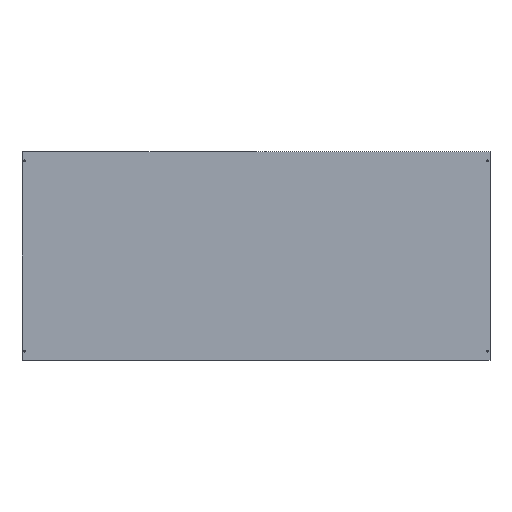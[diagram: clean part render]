
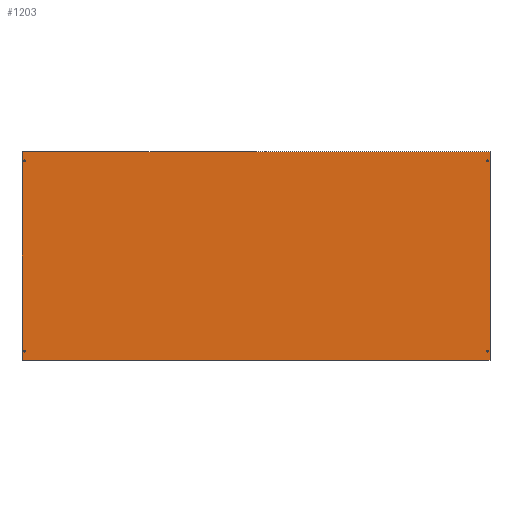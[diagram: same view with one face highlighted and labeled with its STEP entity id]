
A CAD part, left-side view. The second image highlights one B-rep face of the part: STEP entity #1203.
In plain terms, the highlighted planar face has unit normal (-1, 0, 0).
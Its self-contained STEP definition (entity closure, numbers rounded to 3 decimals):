
#13 = VERTEX_POINT ( 'NONE', #1303 ) ;
#33 = CARTESIAN_POINT ( 'NONE',  ( 0., 891., -767.5 ) ) ;
#37 = VERTEX_POINT ( 'NONE', #1422 ) ;
#46 = EDGE_LOOP ( 'NONE', ( #631, #564, #1147, #811 ) ) ;
#89 = LINE ( 'NONE', #913, #1436 ) ;
#102 = AXIS2_PLACEMENT_3D ( 'NONE', #1024, #261, #469 ) ;
#112 = VERTEX_POINT ( 'NONE', #592 ) ;
#113 = DIRECTION ( 'NONE',  ( 1., 0., 0. ) ) ;
#119 = FACE_BOUND ( 'NONE', #739, .T. ) ;
#133 = DIRECTION ( 'NONE',  ( 0., 0., 1. ) ) ;
#143 = CARTESIAN_POINT ( 'NONE',  ( 0., 891., -767.5 ) ) ;
#148 = DIRECTION ( 'NONE',  ( 0., 0., 1. ) ) ;
#171 = DIRECTION ( 'NONE',  ( 1., 0., 0. ) ) ;
#173 = FACE_BOUND ( 'NONE', #524, .T. ) ;
#180 = VERTEX_POINT ( 'NONE', #322 ) ;
#181 = ORIENTED_EDGE ( 'NONE', *, *, #1318, .T. ) ;
#182 = AXIS2_PLACEMENT_3D ( 'NONE', #850, #113, #605 ) ;
#184 = DIRECTION ( 'NONE',  ( 0., -1., 0. ) ) ;
#220 = CIRCLE ( 'NONE', #1349, 3.25 ) ;
#225 = CARTESIAN_POINT ( 'NONE',  ( 0., -891., -35. ) ) ;
#226 = ORIENTED_EDGE ( 'NONE', *, *, #299, .T. ) ;
#241 = VERTEX_POINT ( 'NONE', #374 ) ;
#248 = DIRECTION ( 'NONE',  ( 0., 0., 1. ) ) ;
#251 = CIRCLE ( 'NONE', #102, 3.25 ) ;
#257 = DIRECTION ( 'NONE',  ( 1., 0., 0. ) ) ;
#261 = DIRECTION ( 'NONE',  ( 1., 0., 0. ) ) ;
#262 = VERTEX_POINT ( 'NONE', #1112 ) ;
#264 = EDGE_CURVE ( 'NONE', #507, #112, #353, .T. ) ;
#299 = EDGE_CURVE ( 'NONE', #262, #37, #251, .T. ) ;
#322 = CARTESIAN_POINT ( 'NONE',  ( 0., -900., -802.5 ) ) ;
#334 = DIRECTION ( 'NONE',  ( 0., 0., 1. ) ) ;
#338 = CIRCLE ( 'NONE', #1414, 3.25 ) ;
#353 = LINE ( 'NONE', #1202, #1118 ) ;
#374 = CARTESIAN_POINT ( 'NONE',  ( 0., 891., -38.25 ) ) ;
#413 = EDGE_CURVE ( 'NONE', #13, #1108, #588, .T. ) ;
#416 = EDGE_LOOP ( 'NONE', ( #871, #632 ) ) ;
#454 = FACE_BOUND ( 'NONE', #416, .T. ) ;
#469 = DIRECTION ( 'NONE',  ( 0., 0., 1. ) ) ;
#470 = CIRCLE ( 'NONE', #477, 3.25 ) ;
#477 = AXIS2_PLACEMENT_3D ( 'NONE', #493, #171, #1265 ) ;
#492 = EDGE_CURVE ( 'NONE', #1108, #13, #1004, .T. ) ;
#493 = CARTESIAN_POINT ( 'NONE',  ( 0., 891., -35. ) ) ;
#507 = VERTEX_POINT ( 'NONE', #1377 ) ;
#514 = ORIENTED_EDGE ( 'NONE', *, *, #1221, .T. ) ;
#524 = EDGE_LOOP ( 'NONE', ( #514, #181 ) ) ;
#556 = EDGE_CURVE ( 'NONE', #1329, #241, #470, .T. ) ;
#557 = DIRECTION ( 'NONE',  ( -1., 0., 0. ) ) ;
#564 = ORIENTED_EDGE ( 'NONE', *, *, #264, .F. ) ;
#577 = ORIENTED_EDGE ( 'NONE', *, *, #1169, .T. ) ;
#588 = CIRCLE ( 'NONE', #1013, 3.25 ) ;
#590 = EDGE_CURVE ( 'NONE', #703, #180, #89, .T. ) ;
#592 = CARTESIAN_POINT ( 'NONE',  ( 0., -900., 0. ) ) ;
#605 = DIRECTION ( 'NONE',  ( 0., 0., 1. ) ) ;
#626 = CIRCLE ( 'NONE', #1376, 3.25 ) ;
#631 = ORIENTED_EDGE ( 'NONE', *, *, #750, .F. ) ;
#632 = ORIENTED_EDGE ( 'NONE', *, *, #413, .T. ) ;
#637 = CARTESIAN_POINT ( 'NONE',  ( 0., -891., -767.5 ) ) ;
#703 = VERTEX_POINT ( 'NONE', #907 ) ;
#706 = DIRECTION ( 'NONE',  ( 0., 0., -1. ) ) ;
#720 = CARTESIAN_POINT ( 'NONE',  ( 0., 900., -802.5 ) ) ;
#739 = EDGE_LOOP ( 'NONE', ( #226, #577 ) ) ;
#750 = EDGE_CURVE ( 'NONE', #112, #180, #1227, .T. ) ;
#757 = ORIENTED_EDGE ( 'NONE', *, *, #888, .T. ) ;
#770 = VECTOR ( 'NONE', #706, 1000. ) ;
#790 = DIRECTION ( 'NONE',  ( 1., 0., 0. ) ) ;
#799 = CARTESIAN_POINT ( 'NONE',  ( 0., 891., -31.75 ) ) ;
#811 = ORIENTED_EDGE ( 'NONE', *, *, #590, .T. ) ;
#813 = VERTEX_POINT ( 'NONE', #1273 ) ;
#828 = DIRECTION ( 'NONE',  ( 0., 0., 1. ) ) ;
#850 = CARTESIAN_POINT ( 'NONE',  ( 0., 891., -35. ) ) ;
#867 = DIRECTION ( 'NONE',  ( 0., 0., -1. ) ) ;
#871 = ORIENTED_EDGE ( 'NONE', *, *, #492, .T. ) ;
#888 = EDGE_CURVE ( 'NONE', #241, #1329, #1210, .T. ) ;
#898 = AXIS2_PLACEMENT_3D ( 'NONE', #637, #1166, #828 ) ;
#907 = CARTESIAN_POINT ( 'NONE',  ( 0., 900., -802.5 ) ) ;
#909 = DIRECTION ( 'NONE',  ( 1., 0., 0. ) ) ;
#913 = CARTESIAN_POINT ( 'NONE',  ( 0., 900., -802.5 ) ) ;
#924 = LINE ( 'NONE', #720, #1246 ) ;
#936 = EDGE_CURVE ( 'NONE', #507, #703, #924, .T. ) ;
#939 = FACE_BOUND ( 'NONE', #1400, .T. ) ;
#977 = CARTESIAN_POINT ( 'NONE',  ( 0., -891., -770.75 ) ) ;
#986 = DIRECTION ( 'NONE',  ( 1., 0., 0. ) ) ;
#994 = CARTESIAN_POINT ( 'NONE',  ( 0., 900., -802.5 ) ) ;
#1004 = CIRCLE ( 'NONE', #898, 3.25 ) ;
#1013 = AXIS2_PLACEMENT_3D ( 'NONE', #1015, #257, #148 ) ;
#1015 = CARTESIAN_POINT ( 'NONE',  ( 0., -891., -767.5 ) ) ;
#1024 = CARTESIAN_POINT ( 'NONE',  ( 0., -891., -35. ) ) ;
#1103 = ORIENTED_EDGE ( 'NONE', *, *, #556, .T. ) ;
#1108 = VERTEX_POINT ( 'NONE', #977 ) ;
#1112 = CARTESIAN_POINT ( 'NONE',  ( 0., -891., -38.25 ) ) ;
#1118 = VECTOR ( 'NONE', #1125, 1000. ) ;
#1125 = DIRECTION ( 'NONE',  ( 0., -1., 0. ) ) ;
#1147 = ORIENTED_EDGE ( 'NONE', *, *, #936, .T. ) ;
#1158 = VERTEX_POINT ( 'NONE', #1207 ) ;
#1166 = DIRECTION ( 'NONE',  ( 1., 0., 0. ) ) ;
#1169 = EDGE_CURVE ( 'NONE', #37, #262, #338, .T. ) ;
#1175 = FACE_OUTER_BOUND ( 'NONE', #46, .T. ) ;
#1202 = CARTESIAN_POINT ( 'NONE',  ( 0., 900., 0. ) ) ;
#1203 = ADVANCED_FACE ( 'NONE', ( #119, #454, #939, #173, #1175 ), #1217, .T. ) ;
#1207 = CARTESIAN_POINT ( 'NONE',  ( 0., 891., -764.25 ) ) ;
#1210 = CIRCLE ( 'NONE', #182, 3.25 ) ;
#1217 = PLANE ( 'NONE',  #1363 ) ;
#1221 = EDGE_CURVE ( 'NONE', #813, #1158, #626, .T. ) ;
#1227 = LINE ( 'NONE', #1390, #770 ) ;
#1246 = VECTOR ( 'NONE', #867, 1000. ) ;
#1265 = DIRECTION ( 'NONE',  ( 0., 0., 1. ) ) ;
#1273 = CARTESIAN_POINT ( 'NONE',  ( 0., 891., -770.75 ) ) ;
#1303 = CARTESIAN_POINT ( 'NONE',  ( 0., -891., -764.25 ) ) ;
#1318 = EDGE_CURVE ( 'NONE', #1158, #813, #220, .T. ) ;
#1329 = VERTEX_POINT ( 'NONE', #799 ) ;
#1341 = DIRECTION ( 'NONE',  ( 0., 0., 1. ) ) ;
#1349 = AXIS2_PLACEMENT_3D ( 'NONE', #143, #909, #248 ) ;
#1363 = AXIS2_PLACEMENT_3D ( 'NONE', #994, #557, #1341 ) ;
#1376 = AXIS2_PLACEMENT_3D ( 'NONE', #33, #790, #133 ) ;
#1377 = CARTESIAN_POINT ( 'NONE',  ( 0., 900., 0. ) ) ;
#1390 = CARTESIAN_POINT ( 'NONE',  ( 0., -900., -802.5 ) ) ;
#1400 = EDGE_LOOP ( 'NONE', ( #757, #1103 ) ) ;
#1414 = AXIS2_PLACEMENT_3D ( 'NONE', #225, #986, #334 ) ;
#1422 = CARTESIAN_POINT ( 'NONE',  ( 0., -891., -31.75 ) ) ;
#1436 = VECTOR ( 'NONE', #184, 1000. ) ;
